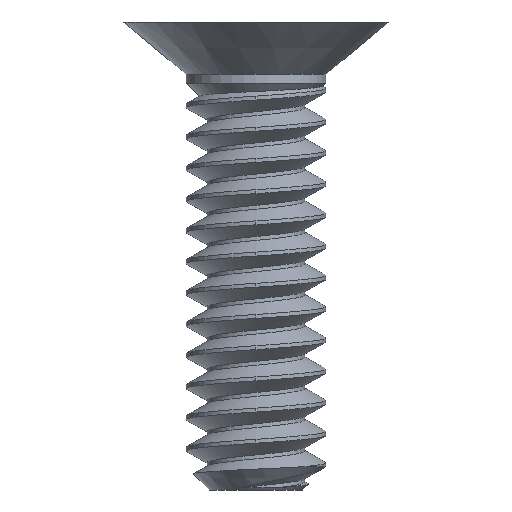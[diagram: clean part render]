
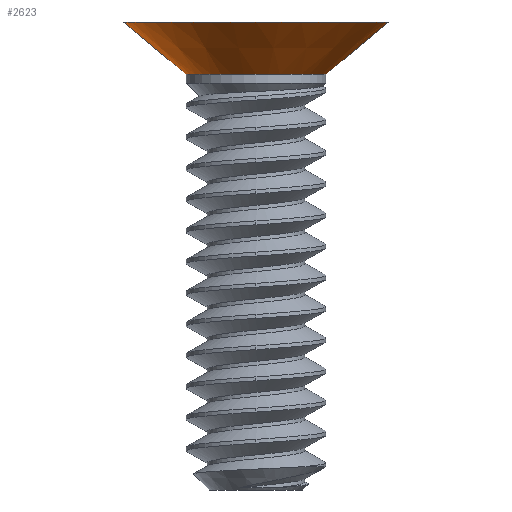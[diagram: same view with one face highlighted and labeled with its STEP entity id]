
A CAD part, front view. The second image highlights one B-rep face of the part: STEP entity #2623.
In plain terms, the highlighted conical face has half-angle 50 degrees and reference radius 2.692 mm.
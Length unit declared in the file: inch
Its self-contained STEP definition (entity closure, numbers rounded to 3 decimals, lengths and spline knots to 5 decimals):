
#155 = VERTEX_POINT ( 'NONE', #1501 ) ;
#567 = VECTOR ( 'NONE', #3282, 39.37008 ) ;
#833 = EDGE_CURVE ( 'NONE', #4477, #155, #2796, .T. ) ;
#1252 = ORIENTED_EDGE ( 'NONE', *, *, #1342, .F. ) ;
#1342 = EDGE_CURVE ( 'NONE', #2738, #4477, #2520, .T. ) ;
#1501 = CARTESIAN_POINT ( 'NONE',  ( -0.106, 0., 0.049 ) ) ;
#1581 = ORIENTED_EDGE ( 'NONE', *, *, #3525, .T. ) ;
#1610 = DIRECTION ( 'NONE',  ( 1., 0., 0. ) ) ;
#1655 = AXIS2_PLACEMENT_3D ( 'NONE', #2782, #4183, #2812 ) ;
#1724 = DIRECTION ( 'NONE',  ( 1., 0., 0. ) ) ;
#1735 = CARTESIAN_POINT ( 'NONE',  ( 0.056, 0., 0.00705 ) ) ;
#1909 = DIRECTION ( 'NONE',  ( 0., 0., 1. ) ) ;
#1962 = CARTESIAN_POINT ( 'NONE',  ( -0.056, 0., 0.00705 ) ) ;
#1966 = CARTESIAN_POINT ( 'NONE',  ( 0., 0., 0.049 ) ) ;
#2385 = ORIENTED_EDGE ( 'NONE', *, *, #833, .F. ) ;
#2491 = EDGE_CURVE ( 'NONE', #2738, #3729, #4467, .T. ) ;
#2498 = CIRCLE ( 'NONE', #1655, 0.106 ) ;
#2520 = CIRCLE ( 'NONE', #4374, 0.056 ) ;
#2563 = CARTESIAN_POINT ( 'NONE',  ( -0.106, 0., 0.049 ) ) ;
#2570 = CARTESIAN_POINT ( 'NONE',  ( 0.106, 0., 0.049 ) ) ;
#2623 = ADVANCED_FACE ( 'NONE', ( #4308 ), #3459, .T. ) ;
#2738 = VERTEX_POINT ( 'NONE', #1735 ) ;
#2782 = CARTESIAN_POINT ( 'NONE',  ( 0., 0., 0.049 ) ) ;
#2796 = LINE ( 'NONE', #2563, #3989 ) ;
#2812 = DIRECTION ( 'NONE',  ( -1., 0., 0. ) ) ;
#3067 = CARTESIAN_POINT ( 'NONE',  ( 0., 0., 0.00705 ) ) ;
#3282 = DIRECTION ( 'NONE',  ( 0.766, 0., 0.643 ) ) ;
#3360 = ORIENTED_EDGE ( 'NONE', *, *, #2491, .T. ) ;
#3419 = DIRECTION ( 'NONE',  ( 0., 0., -1. ) ) ;
#3459 = CONICAL_SURFACE ( 'NONE', #4482, 0.106, 0.873 ) ;
#3525 = EDGE_CURVE ( 'NONE', #3729, #155, #2498, .T. ) ;
#3729 = VERTEX_POINT ( 'NONE', #3944 ) ;
#3944 = CARTESIAN_POINT ( 'NONE',  ( 0.106, 0., 0.049 ) ) ;
#3989 = VECTOR ( 'NONE', #4245, 39.37008 ) ;
#4183 = DIRECTION ( 'NONE',  ( 0., 0., -1. ) ) ;
#4245 = DIRECTION ( 'NONE',  ( -0.766, 0., 0.643 ) ) ;
#4263 = EDGE_LOOP ( 'NONE', ( #2385, #1252, #3360, #1581 ) ) ;
#4308 = FACE_OUTER_BOUND ( 'NONE', #4263, .T. ) ;
#4374 = AXIS2_PLACEMENT_3D ( 'NONE', #3067, #3419, #1724 ) ;
#4467 = LINE ( 'NONE', #2570, #567 ) ;
#4477 = VERTEX_POINT ( 'NONE', #1962 ) ;
#4482 = AXIS2_PLACEMENT_3D ( 'NONE', #1966, #1909, #1610 ) ;
